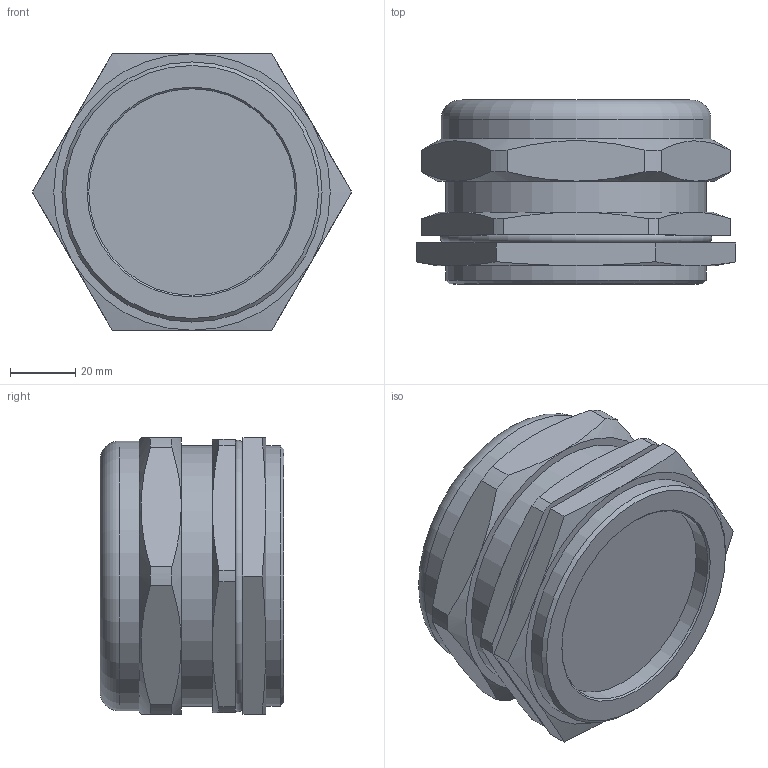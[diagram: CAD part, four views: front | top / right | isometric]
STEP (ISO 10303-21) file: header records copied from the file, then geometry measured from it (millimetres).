
FILE_DESCRIPTION(/* description */ (''),/* implementation_level */ '2;1');
FILE_NAME(/* name */ 'ГОФРОМАТИК ВК-НР-M80-62-L15.stp',/* time_stamp */ '2023-05-05T16:19:48+07:00',/* author */ ('zeta-09'),/* organization */ (''),/* preprocessor_version */ 'ST-DEVELOPER v18.1',/* originating_system */ 'Autodesk Inventor 2021',/* authorisation */ '');
FILE_SCHEMA (('AUTOMOTIVE_DESIGN { 1 0 10303 214 3 1 1 }'));
Length unit declared in the file: millimetre
Products named in the file (1): Деталь11
Bounding box: 98.15 x 56.56 x 85 mm (x, y, z)
Volume: 296289.5 mm3; surface area: 32512.7 mm2
Topology: 1 solids, 1 shells, 71 faces, 164 edges, 102 vertices
Faces by surface type: plane 28, cone 23, cylinder 17, torus 3
Full cylindrical faces by diameter (mm): 63.5 x1, 77.8 x1, 80 x2, 83 x1
Entity records: 2109 total; most frequent: CARTESIAN_POINT 422, DIRECTION 336, ORIENTED_EDGE 328, EDGE_CURVE 164, AXIS2_PLACEMENT_3D 142, VERTEX_POINT 102, EDGE_LOOP 79, FACE_OUTER_BOUND 71
